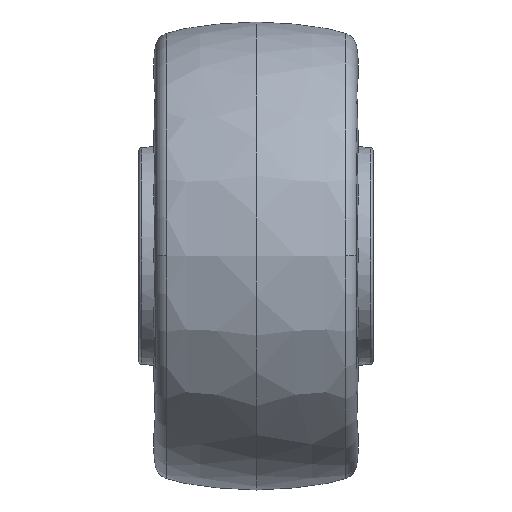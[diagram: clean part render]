
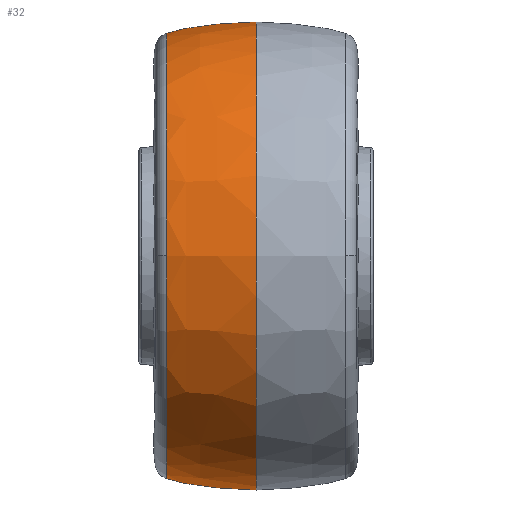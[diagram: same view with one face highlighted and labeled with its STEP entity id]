
A CAD part, top view. The second image highlights one B-rep face of the part: STEP entity #32.
In plain terms, the highlighted free-form (B-spline) face has degree [3, 3] with [4, 4] control points.
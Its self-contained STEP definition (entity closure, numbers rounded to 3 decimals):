
#32 = ADVANCED_FACE ( 'NONE', ( #1050 ), #148, .T. ) ;
#60 = EDGE_CURVE ( 'NONE', #566, #1083, #1539, .T. ) ;
#148 =( BOUNDED_SURFACE ( )  B_SPLINE_SURFACE ( 3, 3, ( 
 ( #1087, #3332, #548, #471 ),
 ( #1033, #824, #2429, #1658 ),
 ( #2769, #3005, #3315, #1318 ),
 ( #260, #1012, #2137, #768 ) ),
 .UNSPECIFIED., .F., .F., .F. ) 
 B_SPLINE_SURFACE_WITH_KNOTS ( ( 4, 4 ),
 ( 4, 4 ),
 ( 0., 1. ),
 ( 0., 1. ),
 .UNSPECIFIED. ) 
 GEOMETRIC_REPRESENTATION_ITEM ( )  RATIONAL_B_SPLINE_SURFACE ( (
 ( 0.984, 0.328, 0.328, 0.984),
 ( 0.808, 0.269, 0.269, 0.808),
 ( 0.719, 0.24, 0.24, 0.719),
 ( 0.72, 0.24, 0.24, 0.72) ) ) 
 REPRESENTATION_ITEM ( '' )  SURFACE ( )  );
#158 = CARTESIAN_POINT ( 'NONE',  ( 0., 40., 0. ) ) ;
#186 = CARTESIAN_POINT ( 'NONE',  ( -12.426, -39.08, 0. ) ) ;
#260 = CARTESIAN_POINT ( 'NONE',  ( 0., -40., 0. ) ) ;
#261 = CIRCLE ( 'NONE', #504, 38.057 ) ;
#269 = CIRCLE ( 'NONE', #917, 38.057 ) ;
#283 = EDGE_LOOP ( 'NONE', ( #2613, #2225, #895, #453, #1118 ) ) ;
#444 = EDGE_CURVE ( 'NONE', #566, #2749, #261, .T. ) ;
#453 = ORIENTED_EDGE ( 'NONE', *, *, #2929, .F. ) ;
#471 = CARTESIAN_POINT ( 'NONE',  ( -15.292, 38.057, 0. ) ) ;
#495 = CARTESIAN_POINT ( 'NONE',  ( -15.292, 0., 0. ) ) ;
#504 = AXIS2_PLACEMENT_3D ( 'NONE', #2849, #2556, #1167 ) ;
#523 = CARTESIAN_POINT ( 'NONE',  ( 0., -40., 0. ) ) ;
#548 = CARTESIAN_POINT ( 'NONE',  ( -15.292, 38.057, 76.114 ) ) ;
#566 = VERTEX_POINT ( 'NONE', #2110 ) ;
#768 = CARTESIAN_POINT ( 'NONE',  ( 0., 40., 0. ) ) ;
#783 = CARTESIAN_POINT ( 'NONE',  ( -6.975, -39.854, 0. ) ) ;
#807 = CARTESIAN_POINT ( 'NONE',  ( 0., 0., 0. ) ) ;
#824 = CARTESIAN_POINT ( 'NONE',  ( -12.426, -39.08, 78.16 ) ) ;
#826 = DIRECTION ( 'NONE',  ( 0., 0., 1. ) ) ;
#831 = CARTESIAN_POINT ( 'NONE',  ( -15.292, 0., 38.057 ) ) ;
#895 = ORIENTED_EDGE ( 'NONE', *, *, #2212, .T. ) ;
#917 = AXIS2_PLACEMENT_3D ( 'NONE', #495, #1612, #2436 ) ;
#1012 = CARTESIAN_POINT ( 'NONE',  ( 0., -40., 80. ) ) ;
#1033 = CARTESIAN_POINT ( 'NONE',  ( -12.426, -39.08, 0. ) ) ;
#1050 = FACE_OUTER_BOUND ( 'NONE', #283, .T. ) ;
#1063 = EDGE_CURVE ( 'NONE', #2749, #3627, #269, .T. ) ;
#1083 = VERTEX_POINT ( 'NONE', #3550 ) ;
#1087 = CARTESIAN_POINT ( 'NONE',  ( -15.292, -38.057, 0. ) ) ;
#1118 = ORIENTED_EDGE ( 'NONE', *, *, #1063, .F. ) ;
#1167 = DIRECTION ( 'NONE',  ( 0., 0., 1. ) ) ;
#1263 = CARTESIAN_POINT ( 'NONE',  ( -6.975, 39.854, 0. ) ) ;
#1318 = CARTESIAN_POINT ( 'NONE',  ( -6.975, 39.854, 0. ) ) ;
#1338 = CARTESIAN_POINT ( 'NONE',  ( -15.292, -38.057, 0. ) ) ;
#1539 =( BOUNDED_CURVE ( )  B_SPLINE_CURVE ( 3, ( #1338, #186, #783, #523 ),
 .UNSPECIFIED., .F., .F. ) 
 B_SPLINE_CURVE_WITH_KNOTS ( ( 4, 4 ),
 ( 0., 1. ),
 .UNSPECIFIED. ) 
 CURVE ( )  GEOMETRIC_REPRESENTATION_ITEM ( )  RATIONAL_B_SPLINE_CURVE ( ( 0.984, 0.808, 0.719, 0.72 ) ) 
 REPRESENTATION_ITEM ( '' )  );
#1612 = DIRECTION ( 'NONE',  ( -1., 0., 0. ) ) ;
#1658 = CARTESIAN_POINT ( 'NONE',  ( -12.426, 39.08, 0. ) ) ;
#1821 = CARTESIAN_POINT ( 'NONE',  ( -15.292, 38.057, 0. ) ) ;
#1903 = DIRECTION ( 'NONE',  ( -1., 0., 0. ) ) ;
#2110 = CARTESIAN_POINT ( 'NONE',  ( -15.292, -38.057, 0. ) ) ;
#2137 = CARTESIAN_POINT ( 'NONE',  ( 0., 40., 80. ) ) ;
#2212 = EDGE_CURVE ( 'NONE', #1083, #3190, #2935, .T. ) ;
#2225 = ORIENTED_EDGE ( 'NONE', *, *, #60, .T. ) ;
#2330 = AXIS2_PLACEMENT_3D ( 'NONE', #807, #1903, #826 ) ;
#2429 = CARTESIAN_POINT ( 'NONE',  ( -12.426, 39.08, 78.16 ) ) ;
#2436 = DIRECTION ( 'NONE',  ( 0., 0., 1. ) ) ;
#2556 = DIRECTION ( 'NONE',  ( -1., 0., 0. ) ) ;
#2594 = CARTESIAN_POINT ( 'NONE',  ( 0., 40., 0. ) ) ;
#2613 = ORIENTED_EDGE ( 'NONE', *, *, #444, .F. ) ;
#2749 = VERTEX_POINT ( 'NONE', #831 ) ;
#2769 = CARTESIAN_POINT ( 'NONE',  ( -6.975, -39.854, 0. ) ) ;
#2849 = CARTESIAN_POINT ( 'NONE',  ( -15.292, 0., 0. ) ) ;
#2929 = EDGE_CURVE ( 'NONE', #3627, #3190, #3513, .T. ) ;
#2935 = CIRCLE ( 'NONE', #2330, 40. ) ;
#2970 = CARTESIAN_POINT ( 'NONE',  ( -12.426, 39.08, 0. ) ) ;
#3005 = CARTESIAN_POINT ( 'NONE',  ( -6.975, -39.854, 79.707 ) ) ;
#3190 = VERTEX_POINT ( 'NONE', #2594 ) ;
#3315 = CARTESIAN_POINT ( 'NONE',  ( -6.975, 39.854, 79.707 ) ) ;
#3332 = CARTESIAN_POINT ( 'NONE',  ( -15.292, -38.057, 76.114 ) ) ;
#3362 = CARTESIAN_POINT ( 'NONE',  ( -15.292, 38.057, 0. ) ) ;
#3513 =( BOUNDED_CURVE ( )  B_SPLINE_CURVE ( 3, ( #1821, #2970, #1263, #158 ),
 .UNSPECIFIED., .F., .F. ) 
 B_SPLINE_CURVE_WITH_KNOTS ( ( 4, 4 ),
 ( 0., 1. ),
 .UNSPECIFIED. ) 
 CURVE ( )  GEOMETRIC_REPRESENTATION_ITEM ( )  RATIONAL_B_SPLINE_CURVE ( ( 0.984, 0.808, 0.719, 0.72 ) ) 
 REPRESENTATION_ITEM ( '' )  );
#3550 = CARTESIAN_POINT ( 'NONE',  ( 0., -40., 0. ) ) ;
#3627 = VERTEX_POINT ( 'NONE', #3362 ) ;
